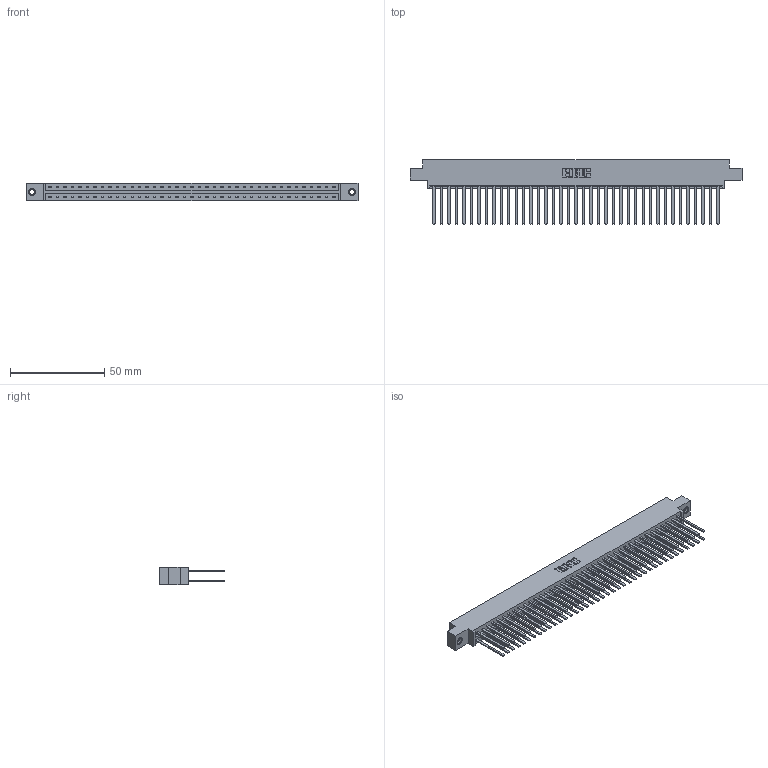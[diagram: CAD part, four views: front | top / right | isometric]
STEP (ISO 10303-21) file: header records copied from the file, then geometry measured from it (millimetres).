
FILE_DESCRIPTION (( 'STEP AP203' ), '1' );
FILE_NAME ('333-078-544-807.STEP', '2018-08-05T00:33:28', ( '' ), ( '' ), 'SwSTEP 2.0', 'SolidWorks 2016', '' );
FILE_SCHEMA (( 'CONFIG_CONTROL_DESIGN' ));
Length unit declared in the file: inch
Products named in the file (4): 333 Part_Offset - .156 Dia - TI; 345-292-001_345-293-144; 345-250-001_345-250-005-103; 333-078-544-807
Assembly tree (81 placements, depth 2):
  333-078-544-807
    333 Part_Offset - .156 Dia - TI
    345-292-001_345-293-144  x78
    345-250-001_345-250-005-103  x2
Bounding box: 176.07 x 34.3 x 9.4 mm (x, y, z)
Volume: 18800.1 mm3; surface area: 25969.6 mm2
Topology: 81 solids, 81 shells, 3766 faces, 11145 edges, 7318 vertices
Faces by surface type: plane 2602, cylinder 1148, cone 12, torus 4
Entity records: 26612 total; most frequent: CARTESIAN_POINT 4397, ORIENTED_EDGE 4326, DIRECTION 3789, EDGE_CURVE 2163, LINE 2019, VECTOR 2019, VERTEX_POINT 1436, AXIS2_PLACEMENT_3D 885
